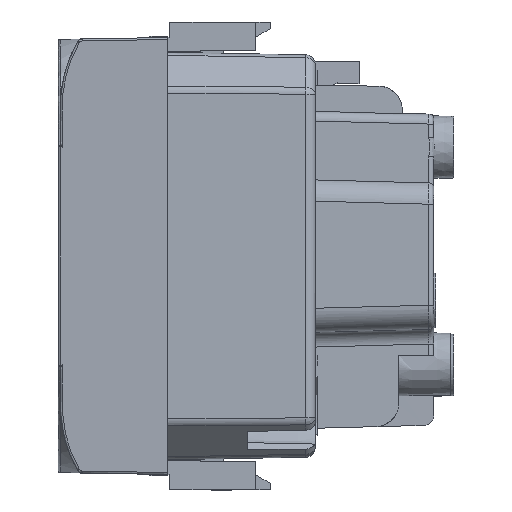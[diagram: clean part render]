
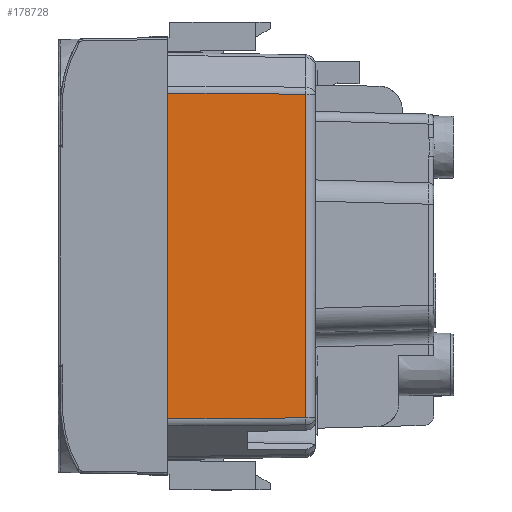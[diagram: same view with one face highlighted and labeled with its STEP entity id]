
A CAD part, left-side view. The second image highlights one B-rep face of the part: STEP entity #178728.
In plain terms, the highlighted planar face has unit normal (-1, -0.018, 0).
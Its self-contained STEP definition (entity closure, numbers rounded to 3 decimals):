
#1238 = CARTESIAN_POINT ( 'NONE',  ( 23.116, 14.923, -16.252 ) ) ;
#3133 = CARTESIAN_POINT ( 'NONE',  ( 23.036, 19.528, -16.285 ) ) ;
#6018 = CARTESIAN_POINT ( 'NONE',  ( 22.875, 28.74, -16.352 ) ) ;
#8277 = CARTESIAN_POINT ( 'NONE',  ( 22.875, 28.74, 16.352 ) ) ;
#12651 = EDGE_CURVE ( 'NONE', #96812, #169674, #17200, .T. ) ;
#17200 = B_SPLINE_CURVE_WITH_KNOTS ( 'NONE', 3,
 ( #1238, #3133, #60820, #105347 ),
 .UNSPECIFIED., .F., .F.,
 ( 4, 4 ),
 ( 0., 1. ),
 .UNSPECIFIED. ) ;
#18285 = EDGE_CURVE ( 'NONE', #78019, #36996, #113180, .T. ) ;
#23311 = FACE_OUTER_BOUND ( 'NONE', #160358, .T. ) ;
#25584 = ORIENTED_EDGE ( 'NONE', *, *, #12651, .F. ) ;
#33822 = DIRECTION ( 'NONE',  ( 0.017, -1., 0. ) ) ;
#35080 = VECTOR ( 'NONE', #169763, 1000. ) ;
#36996 = VERTEX_POINT ( 'NONE', #163241 ) ;
#48632 = CARTESIAN_POINT ( 'NONE',  ( 23.116, 14.923, 0. ) ) ;
#60820 = CARTESIAN_POINT ( 'NONE',  ( 22.955, 24.134, -16.318 ) ) ;
#61471 = EDGE_CURVE ( 'NONE', #169674, #78019, #132136, .T. ) ;
#62912 = LINE ( 'NONE', #48632, #127505 ) ;
#71294 = AXIS2_PLACEMENT_3D ( 'NONE', #136469, #166187, #33822 ) ;
#78019 = VERTEX_POINT ( 'NONE', #175632 ) ;
#80062 = CARTESIAN_POINT ( 'NONE',  ( 23.036, 19.528, 16.285 ) ) ;
#81361 = CARTESIAN_POINT ( 'NONE',  ( 23.116, 14.923, 16.252 ) ) ;
#83170 = CARTESIAN_POINT ( 'NONE',  ( 23.116, 14.923, -16.252 ) ) ;
#85776 = EDGE_CURVE ( 'NONE', #96812, #36996, #62912, .T. ) ;
#96812 = VERTEX_POINT ( 'NONE', #83170 ) ;
#96863 = CARTESIAN_POINT ( 'NONE',  ( 22.955, 24.134, 16.318 ) ) ;
#102145 = CARTESIAN_POINT ( 'NONE',  ( 22.875, 28.74, 0. ) ) ;
#105347 = CARTESIAN_POINT ( 'NONE',  ( 22.875, 28.74, -16.352 ) ) ;
#112830 = ORIENTED_EDGE ( 'NONE', *, *, #85776, .T. ) ;
#113180 = B_SPLINE_CURVE_WITH_KNOTS ( 'NONE', 3,
 ( #8277, #96863, #80062, #81361 ),
 .UNSPECIFIED., .F., .F.,
 ( 4, 4 ),
 ( 0., 1. ),
 .UNSPECIFIED. ) ;
#127505 = VECTOR ( 'NONE', #152547, 1000. ) ;
#132136 = LINE ( 'NONE', #102145, #35080 ) ;
#136469 = CARTESIAN_POINT ( 'NONE',  ( 22.875, 28.74, 16.548 ) ) ;
#137144 = ORIENTED_EDGE ( 'NONE', *, *, #18285, .F. ) ;
#150151 = ORIENTED_EDGE ( 'NONE', *, *, #61471, .F. ) ;
#152547 = DIRECTION ( 'NONE',  ( 0., 0., 1. ) ) ;
#160358 = EDGE_LOOP ( 'NONE', ( #137144, #150151, #25584, #112830 ) ) ;
#163241 = CARTESIAN_POINT ( 'NONE',  ( 23.116, 14.923, 16.252 ) ) ;
#166187 = DIRECTION ( 'NONE',  ( 1., 0.017, 0. ) ) ;
#169674 = VERTEX_POINT ( 'NONE', #6018 ) ;
#169763 = DIRECTION ( 'NONE',  ( 0., 0., 1. ) ) ;
#175632 = CARTESIAN_POINT ( 'NONE',  ( 22.875, 28.74, 16.352 ) ) ;
#178728 = ADVANCED_FACE ( 'NONE', ( #23311 ), #181086, .F. ) ;
#181086 = PLANE ( 'NONE',  #71294 ) ;
